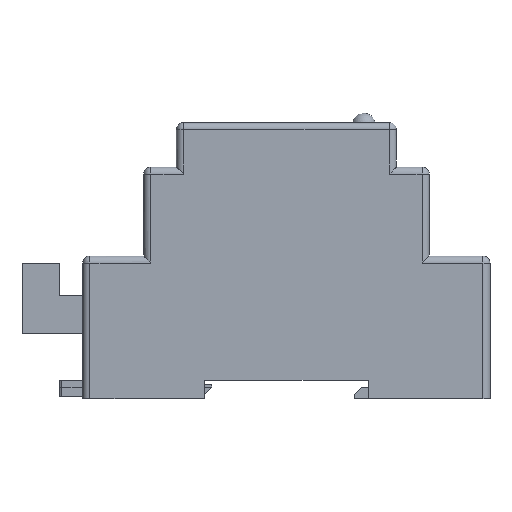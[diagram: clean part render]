
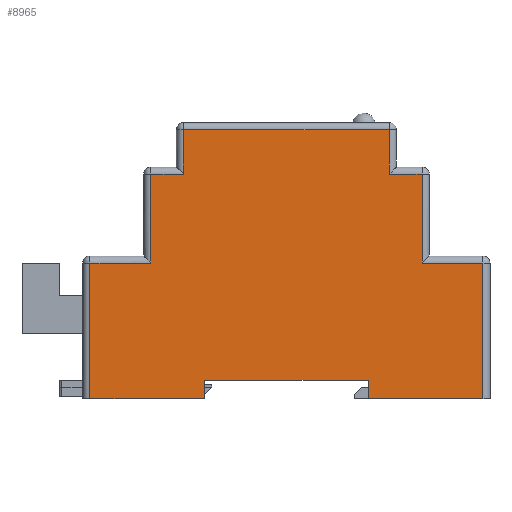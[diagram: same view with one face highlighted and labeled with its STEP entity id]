
A CAD part, front view. The second image highlights one B-rep face of the part: STEP entity #8965.
In plain terms, the highlighted planar face has unit normal (0, -1, 0).
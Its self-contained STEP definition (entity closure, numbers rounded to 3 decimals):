
#7446=CARTESIAN_POINT('',(-6.,0.,-59.));
#7447=VERTEX_POINT('',#7446);
#7454=CARTESIAN_POINT('',(-6.,0.,-55.));
#7455=VERTEX_POINT('',#7454);
#7456=CARTESIAN_POINT('',(-6.,0.,-59.));
#7457=DIRECTION('',(0.,0.,1.));
#7458=VECTOR('',#7457,4.);
#7459=LINE('',#7456,#7458);
#7460=EDGE_CURVE('',#7447,#7455,#7459,.T.);
#7496=CARTESIAN_POINT('',(-41.,0.,-55.));
#7497=VERTEX_POINT('',#7496);
#7498=CARTESIAN_POINT('',(-41.,0.,-55.));
#7499=DIRECTION('',(1.,0.,-0.));
#7500=VECTOR('',#7499,35.);
#7501=LINE('',#7498,#7500);
#7502=EDGE_CURVE('',#7497,#7455,#7501,.T.);
#8846=CARTESIAN_POINT('',(0.,0.,0.));
#8847=DIRECTION('',(0.,-1.,0.));
#8848=DIRECTION('',(0.,0.,1.));
#8849=AXIS2_PLACEMENT_3D('',#8846,#8847,#8848);
#8850=PLANE('',#8849);
#8851=CARTESIAN_POINT('',(18.5,0.,-59.));
#8852=VERTEX_POINT('',#8851);
#8853=CARTESIAN_POINT('',(-6.,0.,-59.));
#8854=DIRECTION('',(1.,0.,0.));
#8855=VECTOR('',#8854,24.5);
#8856=LINE('',#8853,#8855);
#8857=EDGE_CURVE('',#7447,#8852,#8856,.T.);
#8858=ORIENTED_EDGE('',*,*,#8857,.T.);
#8859=CARTESIAN_POINT('',(18.5,0.,-30.));
#8860=VERTEX_POINT('',#8859);
#8861=CARTESIAN_POINT('',(18.5,0.,-59.));
#8862=DIRECTION('',(0.,0.,1.));
#8863=VECTOR('',#8862,29.);
#8864=LINE('',#8861,#8863);
#8865=EDGE_CURVE('',#8852,#8860,#8864,.T.);
#8866=ORIENTED_EDGE('',*,*,#8865,.T.);
#8867=CARTESIAN_POINT('',(5.5,0.,-30.));
#8868=VERTEX_POINT('',#8867);
#8869=CARTESIAN_POINT('',(18.5,0.,-30.));
#8870=DIRECTION('',(-1.,0.,0.));
#8871=VECTOR('',#8870,13.);
#8872=LINE('',#8869,#8871);
#8873=EDGE_CURVE('',#8860,#8868,#8872,.T.);
#8874=ORIENTED_EDGE('',*,*,#8873,.T.);
#8875=CARTESIAN_POINT('',(5.5,0.,-11.));
#8876=VERTEX_POINT('',#8875);
#8877=CARTESIAN_POINT('',(5.5,0.,-30.));
#8878=DIRECTION('',(0.,0.,1.));
#8879=VECTOR('',#8878,19.);
#8880=LINE('',#8877,#8879);
#8881=EDGE_CURVE('',#8868,#8876,#8880,.T.);
#8882=ORIENTED_EDGE('',*,*,#8881,.T.);
#8883=CARTESIAN_POINT('',(-1.5,0.,-11.));
#8884=VERTEX_POINT('',#8883);
#8885=CARTESIAN_POINT('',(5.5,0.,-11.));
#8886=DIRECTION('',(-1.,0.,0.));
#8887=VECTOR('',#8886,7.);
#8888=LINE('',#8885,#8887);
#8889=EDGE_CURVE('',#8876,#8884,#8888,.T.);
#8890=ORIENTED_EDGE('',*,*,#8889,.T.);
#8891=CARTESIAN_POINT('',(-1.5,0.,-1.5));
#8892=VERTEX_POINT('',#8891);
#8893=CARTESIAN_POINT('',(-1.5,0.,-11.));
#8894=DIRECTION('',(0.,0.,1.));
#8895=VECTOR('',#8894,9.5);
#8896=LINE('',#8893,#8895);
#8897=EDGE_CURVE('',#8884,#8892,#8896,.T.);
#8898=ORIENTED_EDGE('',*,*,#8897,.T.);
#8899=CARTESIAN_POINT('',(-45.5,0.,-1.5));
#8900=VERTEX_POINT('',#8899);
#8901=CARTESIAN_POINT('',(-1.5,0.,-1.5));
#8902=DIRECTION('',(-1.,0.,0.));
#8903=VECTOR('',#8902,44.);
#8904=LINE('',#8901,#8903);
#8905=EDGE_CURVE('',#8892,#8900,#8904,.T.);
#8906=ORIENTED_EDGE('',*,*,#8905,.T.);
#8907=CARTESIAN_POINT('',(-45.5,0.,-11.));
#8908=VERTEX_POINT('',#8907);
#8909=CARTESIAN_POINT('',(-45.5,0.,-1.5));
#8910=DIRECTION('',(0.,0.,-1.));
#8911=VECTOR('',#8910,9.5);
#8912=LINE('',#8909,#8911);
#8913=EDGE_CURVE('',#8900,#8908,#8912,.T.);
#8914=ORIENTED_EDGE('',*,*,#8913,.T.);
#8915=CARTESIAN_POINT('',(-52.5,0.,-11.));
#8916=VERTEX_POINT('',#8915);
#8917=CARTESIAN_POINT('',(-45.5,0.,-11.));
#8918=DIRECTION('',(-1.,0.,0.));
#8919=VECTOR('',#8918,7.);
#8920=LINE('',#8917,#8919);
#8921=EDGE_CURVE('',#8908,#8916,#8920,.T.);
#8922=ORIENTED_EDGE('',*,*,#8921,.T.);
#8923=CARTESIAN_POINT('',(-52.5,0.,-30.));
#8924=VERTEX_POINT('',#8923);
#8925=CARTESIAN_POINT('',(-52.5,0.,-11.));
#8926=DIRECTION('',(0.,0.,-1.));
#8927=VECTOR('',#8926,19.);
#8928=LINE('',#8925,#8927);
#8929=EDGE_CURVE('',#8916,#8924,#8928,.T.);
#8930=ORIENTED_EDGE('',*,*,#8929,.T.);
#8931=CARTESIAN_POINT('',(-65.5,0.,-30.));
#8932=VERTEX_POINT('',#8931);
#8933=CARTESIAN_POINT('',(-52.5,0.,-30.));
#8934=DIRECTION('',(-1.,0.,0.));
#8935=VECTOR('',#8934,13.);
#8936=LINE('',#8933,#8935);
#8937=EDGE_CURVE('',#8924,#8932,#8936,.T.);
#8938=ORIENTED_EDGE('',*,*,#8937,.T.);
#8939=CARTESIAN_POINT('',(-65.5,-0.,-59.));
#8940=VERTEX_POINT('',#8939);
#8941=CARTESIAN_POINT('',(-65.5,0.,-30.));
#8942=DIRECTION('',(0.,0.,-1.));
#8943=VECTOR('',#8942,29.);
#8944=LINE('',#8941,#8943);
#8945=EDGE_CURVE('',#8932,#8940,#8944,.T.);
#8946=ORIENTED_EDGE('',*,*,#8945,.T.);
#8947=CARTESIAN_POINT('',(-41.,-0.,-59.));
#8948=VERTEX_POINT('',#8947);
#8949=CARTESIAN_POINT('',(-65.5,-0.,-59.));
#8950=DIRECTION('',(1.,0.,0.));
#8951=VECTOR('',#8950,24.5);
#8952=LINE('',#8949,#8951);
#8953=EDGE_CURVE('',#8940,#8948,#8952,.T.);
#8954=ORIENTED_EDGE('',*,*,#8953,.T.);
#8955=CARTESIAN_POINT('',(-41.,-0.,-59.));
#8956=DIRECTION('',(0.,0.,1.));
#8957=VECTOR('',#8956,4.);
#8958=LINE('',#8955,#8957);
#8959=EDGE_CURVE('',#8948,#7497,#8958,.T.);
#8960=ORIENTED_EDGE('',*,*,#8959,.T.);
#8961=ORIENTED_EDGE('',*,*,#7502,.T.);
#8962=ORIENTED_EDGE('',*,*,#7460,.F.);
#8963=EDGE_LOOP('',(#8858,#8866,#8874,#8882,#8890,#8898,#8906,#8914,#8922,#8930,#8938,#8946,#8954,#8960,#8961,#8962));
#8964=FACE_BOUND('',#8963,.T.);
#8965=ADVANCED_FACE('',(#8964),#8850,.T.);
